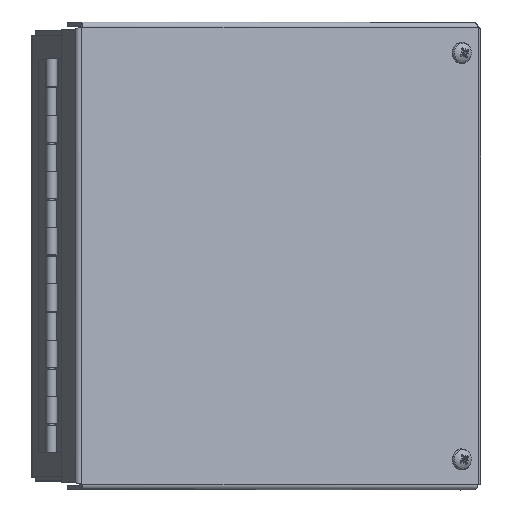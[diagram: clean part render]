
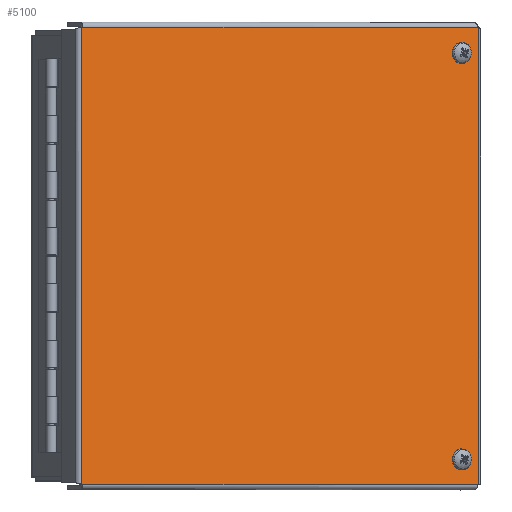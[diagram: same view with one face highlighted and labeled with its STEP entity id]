
A CAD part, top view. The second image highlights one B-rep face of the part: STEP entity #5100.
In plain terms, the highlighted face is planar.
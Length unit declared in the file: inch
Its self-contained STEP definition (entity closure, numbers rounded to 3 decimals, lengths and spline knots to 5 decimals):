
#246=PLANE($,#5443);
#467=LINE($,#7483,#925);
#485=LINE($,#7589,#943);
#501=LINE($,#7691,#959);
#517=LINE($,#7792,#975);
#925=VECTOR($,#6077,8.1333);
#943=VECTOR($,#6109,8.1333);
#959=VECTOR($,#6139,8.1333);
#975=VECTOR($,#6169,8.1333);
#1308=FACE_BOUND($,#1770,.T.);
#1309=FACE_BOUND($,#1771,.T.);
#1310=FACE_BOUND($,#1772,.T.);
#1770=EDGE_LOOP($,(#3708));
#1771=EDGE_LOOP($,(#3709));
#1772=EDGE_LOOP($,(#3710,#3711,#3712,#3713));
#2067=CIRCLE($,#5411,0.14063);
#2069=CIRCLE($,#5414,0.14063);
#2259=VERTEX_POINT($,#7463);
#2261=VERTEX_POINT($,#7468);
#2264=VERTEX_POINT($,#7474);
#2265=VERTEX_POINT($,#7482);
#2278=VERTEX_POINT($,#7581);
#2289=VERTEX_POINT($,#7683);
#2755=EDGE_CURVE($,#2259,#2259,#2067,.T.);
#2757=EDGE_CURVE($,#2261,#2261,#2069,.T.);
#2760=EDGE_CURVE($,#2265,#2264,#467,.T.);
#2782=EDGE_CURVE($,#2264,#2278,#485,.T.);
#2802=EDGE_CURVE($,#2278,#2289,#501,.T.);
#2822=EDGE_CURVE($,#2289,#2265,#517,.T.);
#3708=ORIENTED_EDGE($,*,*,#2755,.T.);
#3709=ORIENTED_EDGE($,*,*,#2757,.T.);
#3710=ORIENTED_EDGE($,*,*,#2760,.T.);
#3711=ORIENTED_EDGE($,*,*,#2782,.T.);
#3712=ORIENTED_EDGE($,*,*,#2802,.T.);
#3713=ORIENTED_EDGE($,*,*,#2822,.T.);
#5100=ADVANCED_FACE($,(#1308,#1309,#1310),#246,.T.);
#5411=AXIS2_PLACEMENT_3D($,#7464,#6066,#6067);
#5414=AXIS2_PLACEMENT_3D($,#7469,#6072,#6073);
#5443=AXIS2_PLACEMENT_3D($,#7878,#6194,#6195);
#6066=DIRECTION('center_axis',(0.,0.,-1.));
#6067=DIRECTION('ref_axis',(-1.,0.,0.));
#6072=DIRECTION('center_axis',(0.,0.,-1.));
#6073=DIRECTION('ref_axis',(-1.,0.,0.));
#6077=DIRECTION($,(0.,1.,0.));
#6109=DIRECTION($,(-1.,0.,0.));
#6139=DIRECTION($,(0.,-1.,0.));
#6169=DIRECTION($,(1.,0.,0.));
#6194=DIRECTION('center_axis',(0.,0.,1.));
#6195=DIRECTION('ref_axis',(1.,0.,0.));
#7463=CARTESIAN_POINT('',(0.57812,0.54325,0.074));
#7464=CARTESIAN_POINT('Origin',(0.4375,0.54325,0.074));
#7468=CARTESIAN_POINT('',(0.57812,7.76925,0.074));
#7469=CARTESIAN_POINT('Origin',(0.4375,7.76925,0.074));
#7474=CARTESIAN_POINT('',(8.2229,8.2229,0.074));
#7482=CARTESIAN_POINT('',(8.2229,0.0896,0.074));
#7483=CARTESIAN_POINT($,(8.2229,2.12293,0.074));
#7581=CARTESIAN_POINT('',(0.0896,8.2229,0.074));
#7589=CARTESIAN_POINT($,(6.18958,8.2229,0.074));
#7683=CARTESIAN_POINT('',(0.0896,0.0896,0.074));
#7691=CARTESIAN_POINT($,(0.0896,6.18958,0.074));
#7792=CARTESIAN_POINT($,(2.12293,0.0896,0.074));
#7878=CARTESIAN_POINT('Origin',(4.15625,4.15625,0.074));
